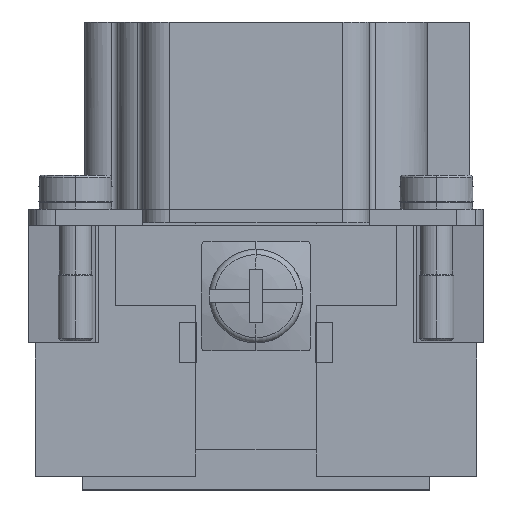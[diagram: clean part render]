
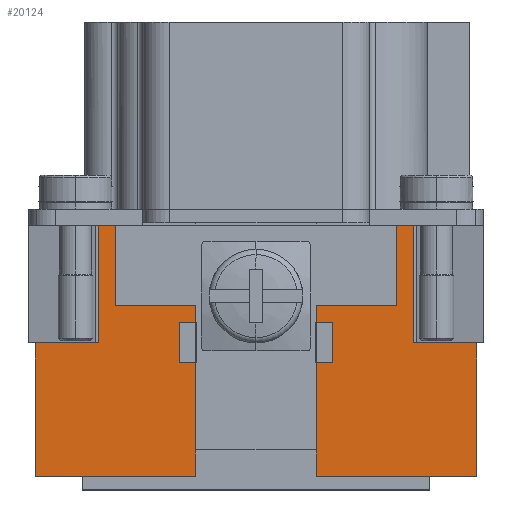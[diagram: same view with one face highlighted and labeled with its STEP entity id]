
A CAD part, left-side view. The second image highlights one B-rep face of the part: STEP entity #20124.
In plain terms, the highlighted planar face has unit normal (-1, 0, 0).
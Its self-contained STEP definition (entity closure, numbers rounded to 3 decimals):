
#273=CARTESIAN_POINT('',(-14.75,0.,-4.5));
#274=VERTEX_POINT('',#273);
#283=CARTESIAN_POINT('',(-14.75,0.,-8.5));
#284=VERTEX_POINT('',#283);
#285=CARTESIAN_POINT('',(-14.75,0.0,-6.5));
#286=DIRECTION('',(1.0,0.0,0.0));
#287=DIRECTION('',(0.0,0.0,1.0));
#288=AXIS2_PLACEMENT_3D('',#285,#286,#287);
#289=CIRCLE('',#288,2.);
#290=EDGE_CURVE('',#284,#274,#289,.T.);
#5588=CARTESIAN_POINT('',(-14.75,-16.5,-10.));
#5589=VERTEX_POINT('',#5588);
#5596=CARTESIAN_POINT('',(-14.75,-16.5,-20.0));
#5597=VERTEX_POINT('',#5596);
#5598=CARTESIAN_POINT('',(-14.75,-16.5,-10.));
#5599=DIRECTION('',(0.0,0.0,-1.0));
#5600=VECTOR('',#5599,10.);
#5601=LINE('',#5598,#5600);
#5602=EDGE_CURVE('',#5589,#5597,#5601,.T.);
#13814=CARTESIAN_POINT('',(-14.75,-4.5,-20.0));
#13815=VERTEX_POINT('',#13814);
#13816=CARTESIAN_POINT('',(-14.75,-4.5,-20.0));
#13817=DIRECTION('',(0.0,-1.0,0.0));
#13818=VECTOR('',#13817,12.0);
#13819=LINE('',#13816,#13818);
#13820=EDGE_CURVE('',#13815,#5597,#13819,.T.);
#13902=CARTESIAN_POINT('',(-14.75,4.5,-20.0));
#13903=VERTEX_POINT('',#13902);
#13910=CARTESIAN_POINT('',(-14.75,16.5,-20.0));
#13911=VERTEX_POINT('',#13910);
#13912=CARTESIAN_POINT('',(-14.75,16.5,-20.0));
#13913=DIRECTION('',(0.0,-1.0,0.0));
#13914=VECTOR('',#13913,12.0);
#13915=LINE('',#13912,#13914);
#13916=EDGE_CURVE('',#13911,#13903,#13915,.T.);
#15045=CARTESIAN_POINT('',(-14.75,16.5,-10.));
#15046=VERTEX_POINT('',#15045);
#15047=CARTESIAN_POINT('',(-14.75,16.5,-10.));
#15048=DIRECTION('',(0.0,0.0,-1.0));
#15049=VECTOR('',#15048,10.);
#15050=LINE('',#15047,#15049);
#15051=EDGE_CURVE('',#15046,#13911,#15050,.T.);
#19723=CARTESIAN_POINT('',(-14.75,8.,1.0));
#19724=VERTEX_POINT('',#19723);
#19732=CARTESIAN_POINT('',(-14.75,-8.139,1.0));
#19733=VERTEX_POINT('',#19732);
#19734=CARTESIAN_POINT('',(-14.75,-8.139,1.0));
#19735=DIRECTION('',(0.0,1.0,0.0));
#19736=VECTOR('',#19735,16.139);
#19737=LINE('',#19734,#19736);
#19738=EDGE_CURVE('',#19733,#19724,#19737,.T.);
#19977=CARTESIAN_POINT('',(-14.75,-8.139,0.0));
#19978=VERTEX_POINT('',#19977);
#19979=CARTESIAN_POINT('',(-14.75,-8.139,1.0));
#19980=DIRECTION('',(0.0,0.0,-1.0));
#19981=VECTOR('',#19980,1.0);
#19982=LINE('',#19979,#19981);
#19983=EDGE_CURVE('',#19733,#19978,#19982,.T.);
#20003=CARTESIAN_POINT('',(-14.75,16.5,0.0));
#20004=DIRECTION('',(-1.0,0.0,0.0));
#20005=DIRECTION('',(0.0,0.0,1.0));
#20006=AXIS2_PLACEMENT_3D('',#20003,#20004,#20005);
#20007=PLANE('',#20006);
#20008=CARTESIAN_POINT('',(-14.75,-11.75,0.0));
#20009=VERTEX_POINT('',#20008);
#20010=CARTESIAN_POINT('',(-14.75,-11.75,0.0));
#20011=DIRECTION('',(0.0,1.0,0.0));
#20012=VECTOR('',#20011,3.611);
#20013=LINE('',#20010,#20012);
#20014=EDGE_CURVE('',#20009,#19978,#20013,.T.);
#20015=ORIENTED_EDGE('',*,*,#20014,.T.);
#20016=ORIENTED_EDGE('',*,*,#19983,.F.);
#20017=ORIENTED_EDGE('',*,*,#19738,.T.);
#20018=CARTESIAN_POINT('',(-14.75,8.,0.0));
#20019=VERTEX_POINT('',#20018);
#20020=CARTESIAN_POINT('',(-14.75,8.,0.0));
#20021=DIRECTION('',(0.0,0.0,1.0));
#20022=VECTOR('',#20021,1.0);
#20023=LINE('',#20020,#20022);
#20024=EDGE_CURVE('',#20019,#19724,#20023,.T.);
#20025=ORIENTED_EDGE('',*,*,#20024,.F.);
#20026=CARTESIAN_POINT('',(-14.75,10.29,0.0));
#20027=VERTEX_POINT('',#20026);
#20028=CARTESIAN_POINT('',(-14.75,8.,0.0));
#20029=DIRECTION('',(0.0,1.0,0.0));
#20030=VECTOR('',#20029,2.29);
#20031=LINE('',#20028,#20030);
#20032=EDGE_CURVE('',#20019,#20027,#20031,.T.);
#20033=ORIENTED_EDGE('',*,*,#20032,.T.);
#20034=CARTESIAN_POINT('',(-14.75,11.75,0.0));
#20035=VERTEX_POINT('',#20034);
#20036=CARTESIAN_POINT('',(-14.75,10.29,0.0));
#20037=DIRECTION('',(0.0,1.0,0.0));
#20038=VECTOR('',#20037,1.46);
#20039=LINE('',#20036,#20038);
#20040=EDGE_CURVE('',#20027,#20035,#20039,.T.);
#20041=ORIENTED_EDGE('',*,*,#20040,.T.);
#20042=CARTESIAN_POINT('',(-14.75,11.75,-10.));
#20043=VERTEX_POINT('',#20042);
#20044=CARTESIAN_POINT('',(-14.75,11.75,0.0));
#20045=DIRECTION('',(0.0,0.0,-1.0));
#20046=VECTOR('',#20045,10.);
#20047=LINE('',#20044,#20046);
#20048=EDGE_CURVE('',#20035,#20043,#20047,.T.);
#20049=ORIENTED_EDGE('',*,*,#20048,.T.);
#20050=CARTESIAN_POINT('',(-14.75,11.75,-10.));
#20051=DIRECTION('',(0.0,1.0,0.0));
#20052=VECTOR('',#20051,4.75);
#20053=LINE('',#20050,#20052);
#20054=EDGE_CURVE('',#20043,#15046,#20053,.T.);
#20055=ORIENTED_EDGE('',*,*,#20054,.T.);
#20056=ORIENTED_EDGE('',*,*,#15051,.T.);
#20057=ORIENTED_EDGE('',*,*,#13916,.T.);
#20058=CARTESIAN_POINT('',(-14.75,4.5,-18.));
#20059=VERTEX_POINT('',#20058);
#20060=CARTESIAN_POINT('',(-14.75,4.5,-20.0));
#20061=DIRECTION('',(0.0,0.0,1.0));
#20062=VECTOR('',#20061,2.);
#20063=LINE('',#20060,#20062);
#20064=EDGE_CURVE('',#13903,#20059,#20063,.T.);
#20065=ORIENTED_EDGE('',*,*,#20064,.T.);
#20066=CARTESIAN_POINT('',(-14.75,4.5,-16.8));
#20067=VERTEX_POINT('',#20066);
#20068=CARTESIAN_POINT('',(-14.75,4.5,-18.));
#20069=DIRECTION('',(0.0,0.0,1.0));
#20070=VECTOR('',#20069,1.2);
#20071=LINE('',#20068,#20070);
#20072=EDGE_CURVE('',#20059,#20067,#20071,.T.);
#20073=ORIENTED_EDGE('',*,*,#20072,.T.);
#20074=CARTESIAN_POINT('',(-14.75,-4.5,-16.8));
#20075=VERTEX_POINT('',#20074);
#20076=CARTESIAN_POINT('',(-14.75,4.5,-16.8));
#20077=DIRECTION('',(0.0,-1.0,0.0));
#20078=VECTOR('',#20077,9.0);
#20079=LINE('',#20076,#20078);
#20080=EDGE_CURVE('',#20067,#20075,#20079,.T.);
#20081=ORIENTED_EDGE('',*,*,#20080,.T.);
#20082=CARTESIAN_POINT('',(-14.75,-4.5,-18.));
#20083=VERTEX_POINT('',#20082);
#20084=CARTESIAN_POINT('',(-14.75,-4.5,-16.8));
#20085=DIRECTION('',(0.0,0.0,-1.0));
#20086=VECTOR('',#20085,1.2);
#20087=LINE('',#20084,#20086);
#20088=EDGE_CURVE('',#20075,#20083,#20087,.T.);
#20089=ORIENTED_EDGE('',*,*,#20088,.T.);
#20090=CARTESIAN_POINT('',(-14.75,-4.5,-18.));
#20091=DIRECTION('',(0.0,0.0,-1.0));
#20092=VECTOR('',#20091,2.);
#20093=LINE('',#20090,#20092);
#20094=EDGE_CURVE('',#20083,#13815,#20093,.T.);
#20095=ORIENTED_EDGE('',*,*,#20094,.T.);
#20096=ORIENTED_EDGE('',*,*,#13820,.T.);
#20097=ORIENTED_EDGE('',*,*,#5602,.F.);
#20098=CARTESIAN_POINT('',(-14.75,-11.75,-10.));
#20099=VERTEX_POINT('',#20098);
#20100=CARTESIAN_POINT('',(-14.75,-16.5,-10.));
#20101=DIRECTION('',(0.0,1.0,0.0));
#20102=VECTOR('',#20101,4.75);
#20103=LINE('',#20100,#20102);
#20104=EDGE_CURVE('',#5589,#20099,#20103,.T.);
#20105=ORIENTED_EDGE('',*,*,#20104,.T.);
#20106=CARTESIAN_POINT('',(-14.75,-11.75,-10.));
#20107=DIRECTION('',(0.0,0.0,1.0));
#20108=VECTOR('',#20107,10.);
#20109=LINE('',#20106,#20108);
#20110=EDGE_CURVE('',#20099,#20009,#20109,.T.);
#20111=ORIENTED_EDGE('',*,*,#20110,.T.);
#20112=EDGE_LOOP('',(#20015,#20016,#20017,#20025,#20033,#20041,#20049,#20055,#20056,#20057,#20065,#20073,#20081,#20089,#20095,#20096,#20097,#20105,#20111));
#20113=FACE_OUTER_BOUND('',#20112,.T.);
#20114=ORIENTED_EDGE('',*,*,#290,.T.);
#20115=CARTESIAN_POINT('',(-14.75,0.0,-6.5));
#20116=DIRECTION('',(1.0,0.0,0.0));
#20117=DIRECTION('',(0.0,0.0,1.0));
#20118=AXIS2_PLACEMENT_3D('',#20115,#20116,#20117);
#20119=CIRCLE('',#20118,2.);
#20120=EDGE_CURVE('',#274,#284,#20119,.T.);
#20121=ORIENTED_EDGE('',*,*,#20120,.T.);
#20122=EDGE_LOOP('',(#20114,#20121));
#20123=FACE_BOUND('',#20122,.T.);
#20124=ADVANCED_FACE('',(#20113,#20123),#20007,.T.);
